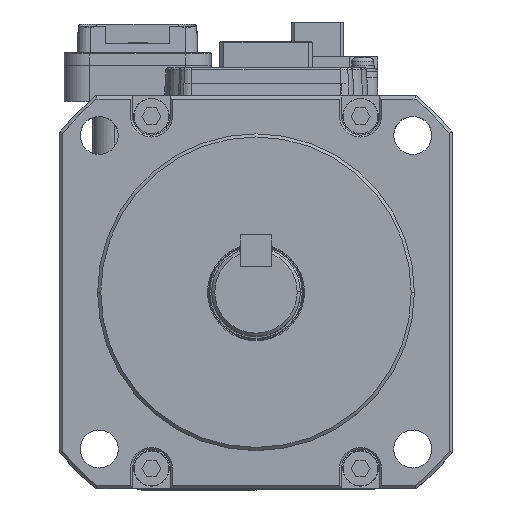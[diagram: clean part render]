
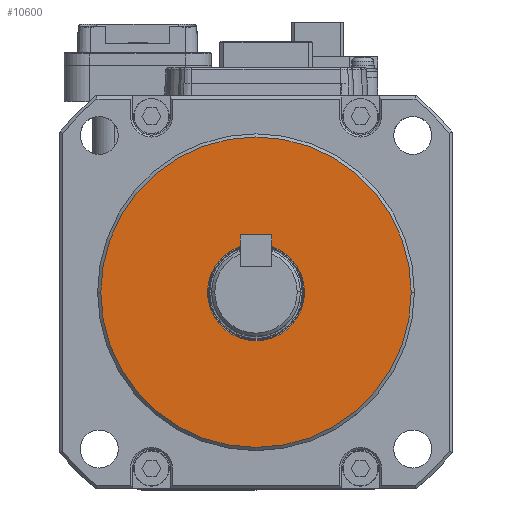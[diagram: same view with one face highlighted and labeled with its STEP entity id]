
A CAD part, top view. The second image highlights one B-rep face of the part: STEP entity #10600.
In plain terms, the highlighted planar face has unit normal (0, 0, 1).
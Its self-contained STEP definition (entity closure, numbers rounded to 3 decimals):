
#10600 = ADVANCED_FACE ( 'NONE', ( #24550, #24553 ), #24536, .T. ) ;
#18064 = CIRCLE ( 'NONE', #18077, 7.65 ) ;
#18077 = AXIS2_PLACEMENT_3D ( 'NONE', #19368, #19384, #19353 ) ;
#18255 = CIRCLE ( 'NONE', #18283, 24.5 ) ;
#18283 = AXIS2_PLACEMENT_3D ( 'NONE', #20441, #20475, #20462 ) ;
#18372 = AXIS2_PLACEMENT_3D ( 'NONE', #20672, #20679, #20694 ) ;
#18387 = AXIS2_PLACEMENT_3D ( 'NONE', #20713, #20712, #20705 ) ;
#18391 = CIRCLE ( 'NONE', #18372, 24.5 ) ;
#18403 = CIRCLE ( 'NONE', #18387, 7.65 ) ;
#19353 = DIRECTION ( 'NONE',  ( 1., 0., 0. ) ) ;
#19368 = CARTESIAN_POINT ( 'NONE',  ( 0., 0., 35. ) ) ;
#19384 = DIRECTION ( 'NONE',  ( 0., 0., 1. ) ) ;
#20441 = CARTESIAN_POINT ( 'NONE',  ( 0., 0., 35. ) ) ;
#20462 = DIRECTION ( 'NONE',  ( 1., 0., 0. ) ) ;
#20475 = DIRECTION ( 'NONE',  ( 0., 0., 1. ) ) ;
#20672 = CARTESIAN_POINT ( 'NONE',  ( 0., 0., 35. ) ) ;
#20679 = DIRECTION ( 'NONE',  ( 0., 0., 1. ) ) ;
#20694 = DIRECTION ( 'NONE',  ( 1., 0., 0. ) ) ;
#20705 = DIRECTION ( 'NONE',  ( 1., 0., 0. ) ) ;
#20712 = DIRECTION ( 'NONE',  ( 0., 0., 1. ) ) ;
#20713 = CARTESIAN_POINT ( 'NONE',  ( 0., 0., 35. ) ) ;
#24515 = DIRECTION ( 'NONE',  ( 1., 0., 0. ) ) ;
#24528 = CARTESIAN_POINT ( 'NONE',  ( 0., 0., 35. ) ) ;
#24529 = DIRECTION ( 'NONE',  ( 0., 0., 1. ) ) ;
#24536 = PLANE ( 'NONE',  #37192 ) ;
#24550 = FACE_OUTER_BOUND ( 'NONE', #71219, .T. ) ;
#24553 = FACE_BOUND ( 'NONE', #71050, .T. ) ;
#37192 = AXIS2_PLACEMENT_3D ( 'NONE', #24528, #24529, #24515 ) ;
#42122 = VERTEX_POINT ( 'NONE', #94367 ) ;
#42142 = VERTEX_POINT ( 'NONE', #94268 ) ;
#42166 = VERTEX_POINT ( 'NONE', #94370 ) ;
#43079 = VERTEX_POINT ( 'NONE', #96571 ) ;
#43826 = ORIENTED_EDGE ( 'NONE', *, *, #75892, .F. ) ;
#43884 = ORIENTED_EDGE ( 'NONE', *, *, #76117, .T. ) ;
#43896 = ORIENTED_EDGE ( 'NONE', *, *, #76269, .F. ) ;
#43958 = ORIENTED_EDGE ( 'NONE', *, *, #76242, .T. ) ;
#71050 = EDGE_LOOP ( 'NONE', ( #43826, #43896 ) ) ;
#71219 = EDGE_LOOP ( 'NONE', ( #43958, #43884 ) ) ;
#75892 = EDGE_CURVE ( 'NONE', #43079, #42122, #18064, .T. ) ;
#76117 = EDGE_CURVE ( 'NONE', #42142, #42166, #18255, .T. ) ;
#76242 = EDGE_CURVE ( 'NONE', #42166, #42142, #18391, .T. ) ;
#76269 = EDGE_CURVE ( 'NONE', #42122, #43079, #18403, .T. ) ;
#94268 = CARTESIAN_POINT ( 'NONE',  ( 24.5, 0., 35. ) ) ;
#94367 = CARTESIAN_POINT ( 'NONE',  ( 7.65, 0., 35. ) ) ;
#94370 = CARTESIAN_POINT ( 'NONE',  ( -24.5, 0., 35. ) ) ;
#96571 = CARTESIAN_POINT ( 'NONE',  ( -7.65, 0., 35. ) ) ;
